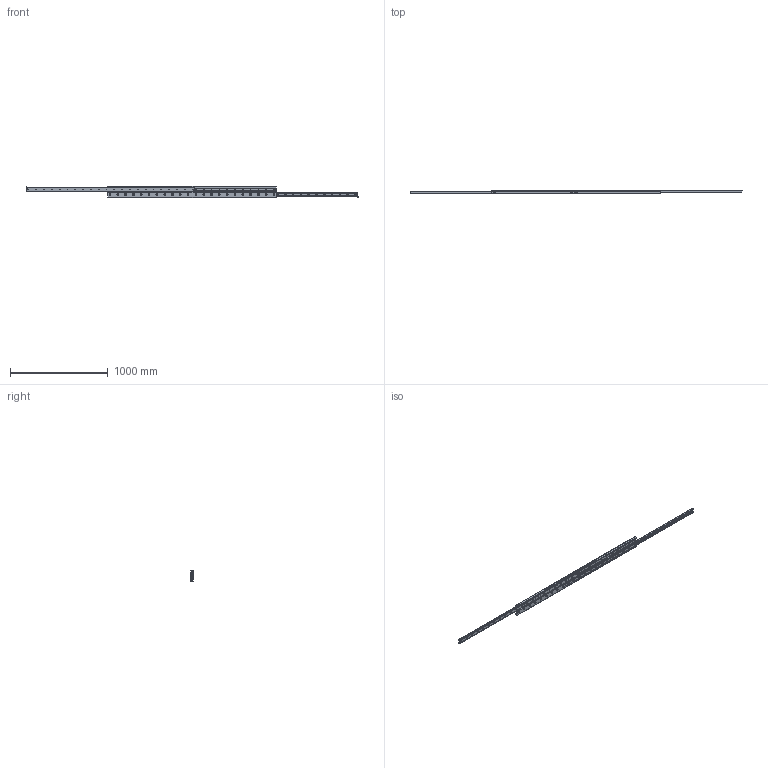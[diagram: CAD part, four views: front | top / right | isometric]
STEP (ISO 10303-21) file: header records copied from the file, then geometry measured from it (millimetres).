
FILE_DESCRIPTION((''),'2;1');
FILE_NAME('LCAS 43.D-1730.stp','2016-01-18T09:11:52',('MRathmann'),(''),'Autodesk Inventor 2012','Autodesk Inventor 2012','');
FILE_SCHEMA(('CONFIG_CONTROL_DESIGN'));
Length unit declared in the file: millimetre
Products named in the file (11): LCAS 43.D-1730.iam (Detailgenauigkeit1); ZP 43-1730.S; LCN 43-1730; LLMG 43-1730; KF.LCA 43-0890.GZ; + AP.L 43; # SP.L 43-6; + AG.L 43-6; + SP.L 43; + AS.L 43; + VKB.L 43 6x13,5
Assembly tree (24 placements, depth 3):
  LCAS 43.D-1730.iam (Detailgenauigkeit1)
    ZP 43-1730.S
    LCN 43-1730  x2
    LLMG 43-1730  x2
    KF.LCA 43-0890.GZ  x2
    + AP.L 43  x4
    # SP.L 43-6  x2
      + AG.L 43-6
      + SP.L 43
    + AS.L 43  x4
    + VKB.L 43 6x13,5  x4
Bounding box: 3400 x 28 x 117 mm (x, y, z)
Volume: 3453249.1 mm3; surface area: 1644364.9 mm2
Topology: 25 solids, 25 shells, 768 faces, 1978 edges, 1260 vertices
Faces by surface type: plane 322, cylinder 300, cone 146
Full cylindrical faces by diameter (mm): 1 x6, 3.242 x4, 4 x4, 4.5 x6, 4.9 x4, 5 x20, 5.5 x2, 5.8 x4, 6 x12, 6.647 x44, 7 x4, 8.5 x44, 10.4 x44
Entity records: 12646 total; most frequent: CARTESIAN_POINT 2216, DIRECTION 2180, ORIENTED_EDGE 1690, AXIS2_PLACEMENT_3D 897, EDGE_LOOP 876, EDGE_CURVE 845, VERTEX_POINT 663, FACE_BOUND 462
